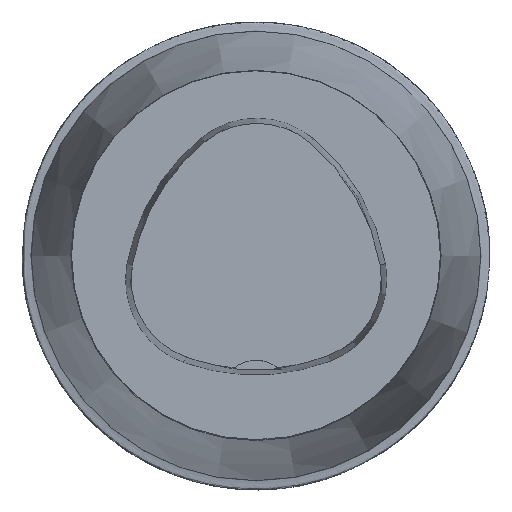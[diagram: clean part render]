
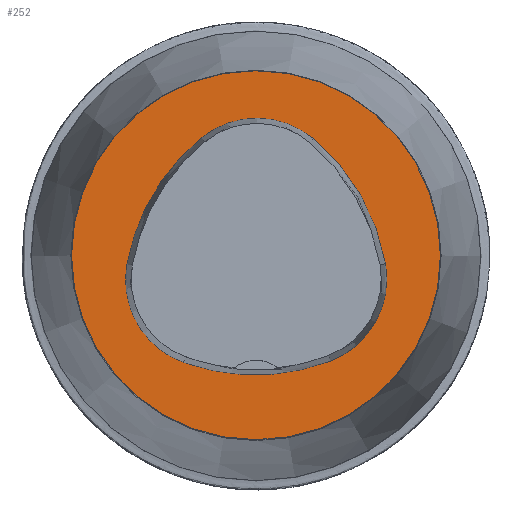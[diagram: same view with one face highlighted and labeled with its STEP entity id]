
A CAD part, top view. The second image highlights one B-rep face of the part: STEP entity #252.
In plain terms, the highlighted planar face has unit normal (0, 0, 1).
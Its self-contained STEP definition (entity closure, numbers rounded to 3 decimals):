
#221=FACE_BOUND('',#361,.T.);
#222=FACE_BOUND('',#362,.T.);
#252=ADVANCED_FACE('',(#221,#222),#273,.T.);
#273=PLANE('',#869);
#361=EDGE_LOOP('',(#470,#471,#472,#473,#474,#475));
#362=EDGE_LOOP('',(#476));
#470=ORIENTED_EDGE('',*,*,#626,.T.);
#471=ORIENTED_EDGE('',*,*,#606,.T.);
#472=ORIENTED_EDGE('',*,*,#610,.T.);
#473=ORIENTED_EDGE('',*,*,#613,.T.);
#474=ORIENTED_EDGE('',*,*,#616,.T.);
#475=ORIENTED_EDGE('',*,*,#624,.T.);
#476=ORIENTED_EDGE('',*,*,#597,.F.);
#543=VERTEX_POINT('',#1208);
#552=VERTEX_POINT('',#1235);
#553=VERTEX_POINT('',#1236);
#556=VERTEX_POINT('',#1244);
#558=VERTEX_POINT('',#1250);
#560=VERTEX_POINT('',#1256);
#567=VERTEX_POINT('',#1277);
#597=EDGE_CURVE('',#543,#543,#658,.T.);
#606=EDGE_CURVE('',#552,#553,#659,.T.);
#610=EDGE_CURVE('',#553,#556,#661,.T.);
#613=EDGE_CURVE('',#556,#558,#663,.T.);
#616=EDGE_CURVE('',#558,#560,#665,.T.);
#624=EDGE_CURVE('',#560,#567,#669,.T.);
#626=EDGE_CURVE('',#567,#552,#671,.T.);
#658=CIRCLE('',#833,31.5);
#659=CIRCLE('',#847,36.);
#661=CIRCLE('',#850,15.);
#663=CIRCLE('',#853,36.);
#665=CIRCLE('',#856,15.);
#669=CIRCLE('',#861,36.);
#671=CIRCLE('',#864,15.);
#833=AXIS2_PLACEMENT_3D('',#1207,#987,#988);
#847=AXIS2_PLACEMENT_3D('',#1234,#1019,#1020);
#850=AXIS2_PLACEMENT_3D('',#1243,#1027,#1028);
#853=AXIS2_PLACEMENT_3D('',#1249,#1034,#1035);
#856=AXIS2_PLACEMENT_3D('',#1255,#1041,#1042);
#861=AXIS2_PLACEMENT_3D('',#1278,#1053,#1054);
#864=AXIS2_PLACEMENT_3D('',#1281,#1059,#1060);
#869=AXIS2_PLACEMENT_3D('',#1286,#1069,#1070);
#987=DIRECTION('',(0.,0.,-1.));
#988=DIRECTION('',(-1.,0.,0.));
#1019=DIRECTION('',(0.,0.,-1.));
#1020=DIRECTION('',(-1.,0.,0.));
#1027=DIRECTION('',(0.,0.,-1.));
#1028=DIRECTION('',(-1.,0.,0.));
#1034=DIRECTION('',(0.,0.,-1.));
#1035=DIRECTION('',(-1.,0.,0.));
#1041=DIRECTION('',(0.,0.,-1.));
#1042=DIRECTION('',(-1.,0.,0.));
#1053=DIRECTION('',(0.,0.,-1.));
#1054=DIRECTION('',(-1.,0.,0.));
#1059=DIRECTION('',(0.,0.,-1.));
#1060=DIRECTION('',(-1.,0.,0.));
#1069=DIRECTION('',(0.,0.,1.));
#1070=DIRECTION('',(1.,0.,0.));
#1207=CARTESIAN_POINT('',(0.,0.,0.));
#1208=CARTESIAN_POINT('',(-31.5,0.,0.));
#1234=CARTESIAN_POINT('',(13.398,-7.893,0.));
#1235=CARTESIAN_POINT('',(-22.041,-1.562,0.));
#1236=CARTESIAN_POINT('',(-9.317,20.036,0.));
#1243=CARTESIAN_POINT('',(0.148,8.399,0.));
#1244=CARTESIAN_POINT('',(9.779,19.898,0.));
#1249=CARTESIAN_POINT('',(-13.337,-7.7,0.));
#1250=CARTESIAN_POINT('',(22.122,-1.48,0.));
#1255=CARTESIAN_POINT('',(7.347,-4.071,0.));
#1256=CARTESIAN_POINT('',(12.693,-18.087,0.));
#1277=CARTESIAN_POINT('',(-12.373,-18.307,0.));
#1278=CARTESIAN_POINT('',(-0.137,15.55,0.));
#1281=CARTESIAN_POINT('',(-7.275,-4.2,0.));
#1286=CARTESIAN_POINT('',(0.,0.,0.));
